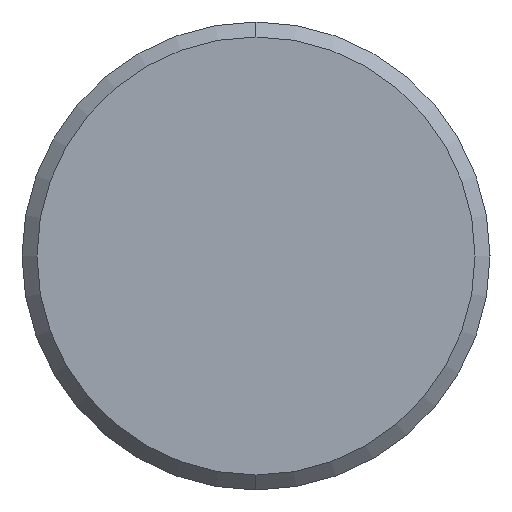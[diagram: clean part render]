
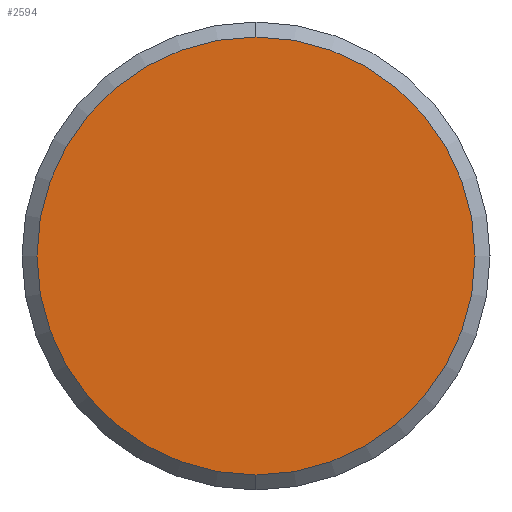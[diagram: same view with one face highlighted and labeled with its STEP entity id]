
A CAD part, left-side view. The second image highlights one B-rep face of the part: STEP entity #2594.
In plain terms, the highlighted planar face has unit normal (-1, 0, 0).
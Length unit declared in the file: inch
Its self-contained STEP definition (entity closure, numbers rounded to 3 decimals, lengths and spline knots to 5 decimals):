
#22 = CIRCLE ( 'NONE', #1703, 0.1461 ) ;
#187 = EDGE_LOOP ( 'NONE', ( #2434, #394 ) ) ;
#298 = DIRECTION ( 'NONE',  ( 0., 0., 1. ) ) ;
#394 = ORIENTED_EDGE ( 'NONE', *, *, #844, .T. ) ;
#692 = AXIS2_PLACEMENT_3D ( 'NONE', #2254, #1196, #298 ) ;
#844 = EDGE_CURVE ( 'NONE', #1310, #1126, #1186, .T. ) ;
#885 = DIRECTION ( 'NONE',  ( -1., 0., 0. ) ) ;
#887 = PLANE ( 'NONE',  #2751 ) ;
#898 = CARTESIAN_POINT ( 'NONE',  ( 0., 0., 0. ) ) ;
#1027 = EDGE_CURVE ( 'NONE', #1126, #1310, #22, .T. ) ;
#1094 = FACE_OUTER_BOUND ( 'NONE', #187, .T. ) ;
#1126 = VERTEX_POINT ( 'NONE', #1598 ) ;
#1186 = CIRCLE ( 'NONE', #692, 0.1461 ) ;
#1196 = DIRECTION ( 'NONE',  ( -1., 0., 0. ) ) ;
#1310 = VERTEX_POINT ( 'NONE', #2750 ) ;
#1598 = CARTESIAN_POINT ( 'NONE',  ( 0., 0., -0.1461 ) ) ;
#1703 = AXIS2_PLACEMENT_3D ( 'NONE', #898, #885, #2761 ) ;
#1760 = DIRECTION ( 'NONE',  ( 0., 0., 1. ) ) ;
#1939 = CARTESIAN_POINT ( 'NONE',  ( 0., 0., 0. ) ) ;
#2144 = DIRECTION ( 'NONE',  ( -1., 0., 0. ) ) ;
#2254 = CARTESIAN_POINT ( 'NONE',  ( 0., 0., 0. ) ) ;
#2434 = ORIENTED_EDGE ( 'NONE', *, *, #1027, .T. ) ;
#2594 = ADVANCED_FACE ( 'NONE', ( #1094 ), #887, .T. ) ;
#2750 = CARTESIAN_POINT ( 'NONE',  ( 0., 0., 0.1461 ) ) ;
#2751 = AXIS2_PLACEMENT_3D ( 'NONE', #1939, #2144, #1760 ) ;
#2761 = DIRECTION ( 'NONE',  ( 0., 0., 1. ) ) ;
